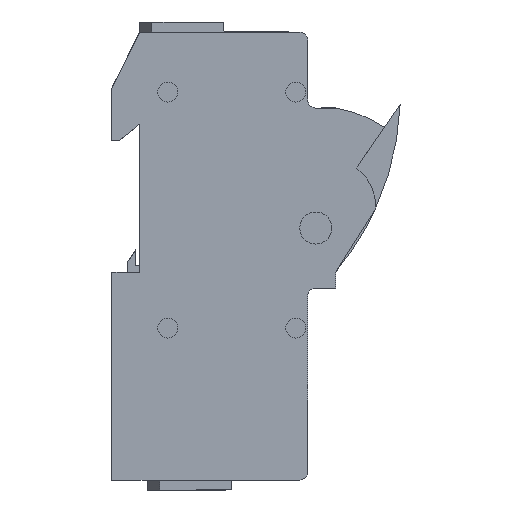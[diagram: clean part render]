
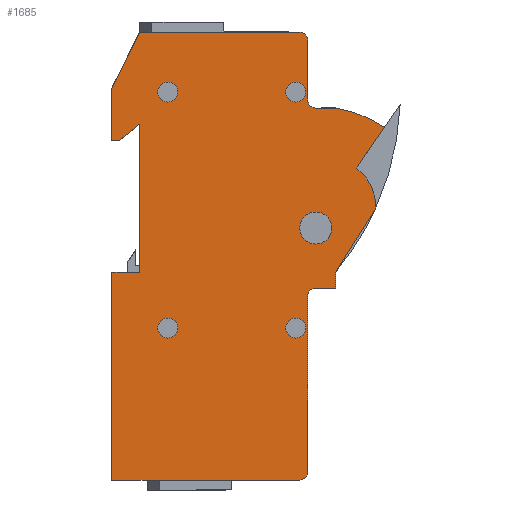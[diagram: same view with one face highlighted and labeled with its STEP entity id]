
A CAD part, left-side view. The second image highlights one B-rep face of the part: STEP entity #1685.
In plain terms, the highlighted face is planar.
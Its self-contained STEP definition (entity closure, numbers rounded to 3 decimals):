
#652=CARTESIAN_POINT('',(-24.,0.0,18.0));
#653=VERTEX_POINT('',#652);
#654=CARTESIAN_POINT('',(-24.0,40.,18.0));
#655=VERTEX_POINT('',#654);
#656=CARTESIAN_POINT('',(-24.,0.0,18.0));
#657=DIRECTION('',(0.0,1.0,0.0));
#658=VECTOR('',#657,40.);
#659=LINE('',#656,#658);
#660=EDGE_CURVE('',#653,#655,#659,.T.);
#1113=CARTESIAN_POINT('',(88.0,40.0,18.0));
#1114=VERTEX_POINT('',#1113);
#1121=CARTESIAN_POINT('',(88.0,-7.,18.0));
#1122=VERTEX_POINT('',#1121);
#1123=CARTESIAN_POINT('',(88.0,40.0,18.0));
#1124=DIRECTION('',(0.0,-1.0,0.0));
#1125=VECTOR('',#1124,47.0);
#1126=LINE('',#1123,#1125);
#1127=EDGE_CURVE('',#1114,#1122,#1126,.T.);
#1316=CARTESIAN_POINT('',(36.0,0.0,18.0));
#1317=VERTEX_POINT('',#1316);
#1324=CARTESIAN_POINT('',(-1.0,0.0,18.0));
#1325=VERTEX_POINT('',#1324);
#1326=CARTESIAN_POINT('',(36.0,0.0,18.0));
#1327=DIRECTION('',(-1.0,0.0,0.0));
#1328=VECTOR('',#1327,37.0);
#1329=LINE('',#1326,#1328);
#1330=EDGE_CURVE('',#1317,#1325,#1329,.T.);
#1468=CARTESIAN_POINT('',(22.264,22.004,18.0));
#1469=DIRECTION('',(0.0,0.0,1.0));
#1470=DIRECTION('',(1.0,0.0,0.0));
#1471=AXIS2_PLACEMENT_3D('',#1468,#1469,#1470);
#1472=PLANE('',#1471);
#1473=CARTESIAN_POINT('',(42.0,42.0,18.0));
#1474=VERTEX_POINT('',#1473);
#1475=CARTESIAN_POINT('',(86.,42.0,18.0));
#1476=VERTEX_POINT('',#1475);
#1477=CARTESIAN_POINT('',(42.0,42.,18.0));
#1478=DIRECTION('',(1.0,0.0,0.0));
#1479=VECTOR('',#1478,44.);
#1480=LINE('',#1477,#1479);
#1481=EDGE_CURVE('',#1474,#1476,#1480,.T.);
#1482=ORIENTED_EDGE('',*,*,#1481,.F.);
#1483=CARTESIAN_POINT('',(40.,44.0,18.0));
#1484=VERTEX_POINT('',#1483);
#1485=CARTESIAN_POINT('',(42.,44.,18.0));
#1486=DIRECTION('',(0.0,0.0,1.0));
#1487=DIRECTION('',(1.0,0.0,0.0));
#1488=AXIS2_PLACEMENT_3D('',#1485,#1486,#1487);
#1489=CIRCLE('',#1488,2.);
#1490=EDGE_CURVE('',#1484,#1474,#1489,.T.);
#1491=ORIENTED_EDGE('',*,*,#1490,.F.);
#1492=CARTESIAN_POINT('',(40.0,49.0,18.0));
#1493=VERTEX_POINT('',#1492);
#1494=CARTESIAN_POINT('',(40.0,49.0,18.0));
#1495=DIRECTION('',(0.0,-1.0,0.0));
#1496=VECTOR('',#1495,5.0);
#1497=LINE('',#1494,#1496);
#1498=EDGE_CURVE('',#1493,#1484,#1497,.T.);
#1499=ORIENTED_EDGE('',*,*,#1498,.F.);
#1500=CARTESIAN_POINT('',(36.0,49.0,18.0));
#1501=VERTEX_POINT('',#1500);
#1502=CARTESIAN_POINT('',(36.0,49.0,18.0));
#1503=DIRECTION('',(1.0,0.0,0.0));
#1504=VECTOR('',#1503,4.0);
#1505=LINE('',#1502,#1504);
#1506=EDGE_CURVE('',#1501,#1493,#1505,.T.);
#1507=ORIENTED_EDGE('',*,*,#1506,.F.);
#1508=CARTESIAN_POINT('',(20.0,59.0,18.0));
#1509=VERTEX_POINT('',#1508);
#1510=CARTESIAN_POINT('',(20.,59.0,18.0));
#1511=DIRECTION('',(0.848,-0.53,0.0));
#1512=VECTOR('',#1511,18.868);
#1513=LINE('',#1510,#1512);
#1514=EDGE_CURVE('',#1509,#1501,#1513,.T.);
#1515=ORIENTED_EDGE('',*,*,#1514,.F.);
#1516=CARTESIAN_POINT('',(10.0,54.2,18.0));
#1517=VERTEX_POINT('',#1516);
#1518=CARTESIAN_POINT('',(19.937,46.314,18.0));
#1519=DIRECTION('',(0.0,0.0,-1.0));
#1520=DIRECTION('',(0.005,1.,0.0));
#1521=AXIS2_PLACEMENT_3D('',#1518,#1519,#1520);
#1522=CIRCLE('',#1521,12.686);
#1523=EDGE_CURVE('',#1517,#1509,#1522,.T.);
#1524=ORIENTED_EDGE('',*,*,#1523,.F.);
#1525=CARTESIAN_POINT('',(-0.15,61.102,18.0));
#1526=VERTEX_POINT('',#1525);
#1527=CARTESIAN_POINT('',(-0.15,61.102,18.0));
#1528=DIRECTION('',(0.827,-0.562,0.0));
#1529=VECTOR('',#1528,12.274);
#1530=LINE('',#1527,#1529);
#1531=EDGE_CURVE('',#1526,#1517,#1530,.T.);
#1532=ORIENTED_EDGE('',*,*,#1531,.F.);
#1533=CARTESIAN_POINT('',(-5.,49.0,18.0));
#1534=VERTEX_POINT('',#1533);
#1535=CARTESIAN_POINT('',(25.,44.0,18.0));
#1536=DIRECTION('',(0.0,0.0,-1.0));
#1537=DIRECTION('',(-0.827,0.562,0.0));
#1538=AXIS2_PLACEMENT_3D('',#1535,#1536,#1537);
#1539=CIRCLE('',#1538,30.414);
#1540=EDGE_CURVE('',#1534,#1526,#1539,.T.);
#1541=ORIENTED_EDGE('',*,*,#1540,.F.);
#1542=CARTESIAN_POINT('',(-5.,44.0,18.0));
#1543=VERTEX_POINT('',#1542);
#1544=CARTESIAN_POINT('',(-5.,44.0,18.0));
#1545=DIRECTION('',(0.0,1.0,0.0));
#1546=VECTOR('',#1545,5.0);
#1547=LINE('',#1544,#1546);
#1548=EDGE_CURVE('',#1543,#1534,#1547,.T.);
#1549=ORIENTED_EDGE('',*,*,#1548,.F.);
#1550=CARTESIAN_POINT('',(-7.,42.0,18.0));
#1551=VERTEX_POINT('',#1550);
#1552=CARTESIAN_POINT('',(-7.,44.,18.0));
#1553=DIRECTION('',(0.0,0.0,1.0));
#1554=DIRECTION('',(0.0,1.0,0.0));
#1555=AXIS2_PLACEMENT_3D('',#1552,#1553,#1554);
#1556=CIRCLE('',#1555,2.);
#1557=EDGE_CURVE('',#1551,#1543,#1556,.T.);
#1558=ORIENTED_EDGE('',*,*,#1557,.F.);
#1559=CARTESIAN_POINT('',(-22.0,42.0,18.0));
#1560=VERTEX_POINT('',#1559);
#1561=CARTESIAN_POINT('',(-22.0,42.0,18.0));
#1562=DIRECTION('',(1.0,0.0,0.0));
#1563=VECTOR('',#1562,15.);
#1564=LINE('',#1561,#1563);
#1565=EDGE_CURVE('',#1560,#1551,#1564,.T.);
#1566=ORIENTED_EDGE('',*,*,#1565,.F.);
#1567=CARTESIAN_POINT('',(-22.,40.,18.0));
#1568=DIRECTION('',(0.0,0.0,-1.0));
#1569=DIRECTION('',(0.0,1.0,0.0));
#1570=AXIS2_PLACEMENT_3D('',#1567,#1568,#1569);
#1571=CIRCLE('',#1570,2.);
#1572=EDGE_CURVE('',#655,#1560,#1571,.T.);
#1573=ORIENTED_EDGE('',*,*,#1572,.F.);
#1574=ORIENTED_EDGE('',*,*,#660,.F.);
#1575=CARTESIAN_POINT('',(-10.0,-7.,18.0));
#1576=VERTEX_POINT('',#1575);
#1577=CARTESIAN_POINT('',(-10.,-7.,18.0));
#1578=DIRECTION('',(-0.894,0.447,0.0));
#1579=VECTOR('',#1578,15.652);
#1580=LINE('',#1577,#1579);
#1581=EDGE_CURVE('',#1576,#653,#1580,.T.);
#1582=ORIENTED_EDGE('',*,*,#1581,.F.);
#1583=CARTESIAN_POINT('',(3.0,-7.,18.0));
#1584=VERTEX_POINT('',#1583);
#1585=CARTESIAN_POINT('',(3.0,-7.,18.0));
#1586=DIRECTION('',(-1.0,0.0,0.0));
#1587=VECTOR('',#1586,13.0);
#1588=LINE('',#1585,#1587);
#1589=EDGE_CURVE('',#1584,#1576,#1588,.T.);
#1590=ORIENTED_EDGE('',*,*,#1589,.F.);
#1591=CARTESIAN_POINT('',(3.0,-5.0,18.0));
#1592=VERTEX_POINT('',#1591);
#1593=CARTESIAN_POINT('',(3.0,-5.0,18.0));
#1594=DIRECTION('',(0.0,-1.0,0.0));
#1595=VECTOR('',#1594,2.);
#1596=LINE('',#1593,#1595);
#1597=EDGE_CURVE('',#1592,#1584,#1596,.T.);
#1598=ORIENTED_EDGE('',*,*,#1597,.F.);
#1599=CARTESIAN_POINT('',(-1.0,0.,18.0));
#1600=DIRECTION('',(0.625,-0.781,0.0));
#1601=VECTOR('',#1600,6.403);
#1602=LINE('',#1599,#1601);
#1603=EDGE_CURVE('',#1325,#1592,#1602,.T.);
#1604=ORIENTED_EDGE('',*,*,#1603,.F.);
#1605=ORIENTED_EDGE('',*,*,#1330,.F.);
#1606=CARTESIAN_POINT('',(36.0,-7.,18.0));
#1607=VERTEX_POINT('',#1606);
#1608=CARTESIAN_POINT('',(36.0,-7.,18.0));
#1609=DIRECTION('',(0.0,1.0,0.0));
#1610=VECTOR('',#1609,7.);
#1611=LINE('',#1608,#1610);
#1612=EDGE_CURVE('',#1607,#1317,#1611,.T.);
#1613=ORIENTED_EDGE('',*,*,#1612,.F.);
#1614=CARTESIAN_POINT('',(88.,-7.,18.0));
#1615=DIRECTION('',(-1.0,0.0,0.0));
#1616=VECTOR('',#1615,52.);
#1617=LINE('',#1614,#1616);
#1618=EDGE_CURVE('',#1122,#1607,#1617,.T.);
#1619=ORIENTED_EDGE('',*,*,#1618,.F.);
#1620=ORIENTED_EDGE('',*,*,#1127,.F.);
#1621=CARTESIAN_POINT('',(86.,40.,18.0));
#1622=DIRECTION('',(0.0,0.0,-1.0));
#1623=DIRECTION('',(1.0,0.0,0.0));
#1624=AXIS2_PLACEMENT_3D('',#1621,#1622,#1623);
#1625=CIRCLE('',#1624,2.);
#1626=EDGE_CURVE('',#1476,#1114,#1625,.T.);
#1627=ORIENTED_EDGE('',*,*,#1626,.F.);
#1628=EDGE_LOOP('',(#1482,#1491,#1499,#1507,#1515,#1524,#1532,#1541,#1549,#1558,#1566,#1573,#1574,#1582,#1590,#1598,#1604,#1605,#1613,#1619,#1620,#1627));
#1629=FACE_OUTER_BOUND('',#1628,.T.);
#1630=CARTESIAN_POINT('',(-6.5,39.0,18.0));
#1631=VERTEX_POINT('',#1630);
#1632=CARTESIAN_POINT('',(-9.,39.0,18.0));
#1633=DIRECTION('',(0.0,0.0,-1.0));
#1634=DIRECTION('',(-1.0,0.0,0.0));
#1635=AXIS2_PLACEMENT_3D('',#1632,#1633,#1634);
#1636=CIRCLE('',#1635,2.5);
#1637=EDGE_CURVE('',#1631,#1631,#1636,.T.);
#1638=ORIENTED_EDGE('',*,*,#1637,.T.);
#1639=EDGE_LOOP('',(#1638));
#1640=FACE_BOUND('',#1639,.T.);
#1641=CARTESIAN_POINT('',(-6.5,7.,18.0));
#1642=VERTEX_POINT('',#1641);
#1643=CARTESIAN_POINT('',(-9.,7.,18.0));
#1644=DIRECTION('',(0.0,0.0,-1.0));
#1645=DIRECTION('',(-1.0,0.0,0.0));
#1646=AXIS2_PLACEMENT_3D('',#1643,#1644,#1645);
#1647=CIRCLE('',#1646,2.5);
#1648=EDGE_CURVE('',#1642,#1642,#1647,.T.);
#1649=ORIENTED_EDGE('',*,*,#1648,.T.);
#1650=EDGE_LOOP('',(#1649));
#1651=FACE_BOUND('',#1650,.T.);
#1652=CARTESIAN_POINT('',(52.5,39.0,18.0));
#1653=VERTEX_POINT('',#1652);
#1654=CARTESIAN_POINT('',(50.0,39.0,18.0));
#1655=DIRECTION('',(0.0,0.0,-1.0));
#1656=DIRECTION('',(-1.0,0.0,0.0));
#1657=AXIS2_PLACEMENT_3D('',#1654,#1655,#1656);
#1658=CIRCLE('',#1657,2.5);
#1659=EDGE_CURVE('',#1653,#1653,#1658,.T.);
#1660=ORIENTED_EDGE('',*,*,#1659,.T.);
#1661=EDGE_LOOP('',(#1660));
#1662=FACE_BOUND('',#1661,.T.);
#1663=CARTESIAN_POINT('',(52.5,7.,18.0));
#1664=VERTEX_POINT('',#1663);
#1665=CARTESIAN_POINT('',(50.0,7.,18.0));
#1666=DIRECTION('',(0.0,0.0,-1.0));
#1667=DIRECTION('',(-1.0,0.0,0.0));
#1668=AXIS2_PLACEMENT_3D('',#1665,#1666,#1667);
#1669=CIRCLE('',#1668,2.5);
#1670=EDGE_CURVE('',#1664,#1664,#1669,.T.);
#1671=ORIENTED_EDGE('',*,*,#1670,.T.);
#1672=EDGE_LOOP('',(#1671));
#1673=FACE_BOUND('',#1672,.T.);
#1674=CARTESIAN_POINT('',(29.,44.0,18.0));
#1675=VERTEX_POINT('',#1674);
#1676=CARTESIAN_POINT('',(25.,44.0,18.0));
#1677=DIRECTION('',(0.0,0.0,-1.0));
#1678=DIRECTION('',(-1.0,0.0,0.0));
#1679=AXIS2_PLACEMENT_3D('',#1676,#1677,#1678);
#1680=CIRCLE('',#1679,4.);
#1681=EDGE_CURVE('',#1675,#1675,#1680,.T.);
#1682=ORIENTED_EDGE('',*,*,#1681,.T.);
#1683=EDGE_LOOP('',(#1682));
#1684=FACE_BOUND('',#1683,.T.);
#1685=ADVANCED_FACE('',(#1629,#1640,#1651,#1662,#1673,#1684),#1472,.T.);
